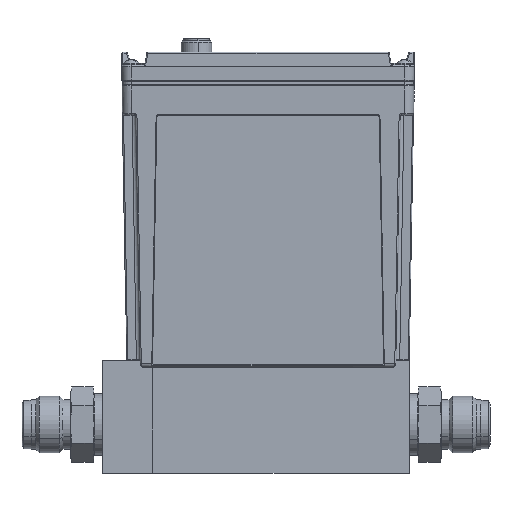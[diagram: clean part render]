
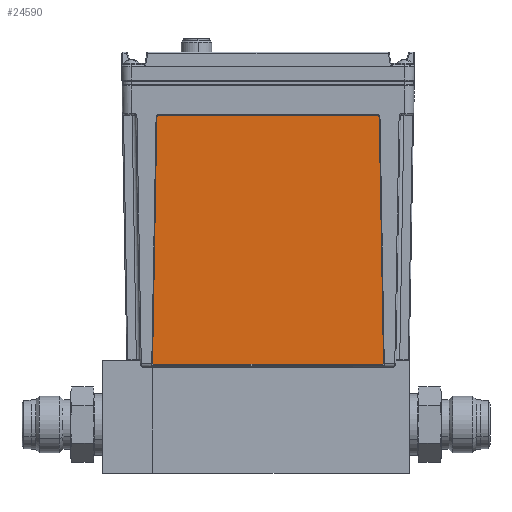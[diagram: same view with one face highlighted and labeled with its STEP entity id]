
A CAD part, top view. The second image highlights one B-rep face of the part: STEP entity #24590.
In plain terms, the highlighted planar face has unit normal (0, -0.018, 1).
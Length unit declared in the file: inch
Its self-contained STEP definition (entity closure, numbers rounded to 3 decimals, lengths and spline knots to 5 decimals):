
#17 = VERTEX_POINT ( 'NONE', #49898 ) ;
#2247 = DIRECTION ( 'NONE',  ( -0.017, 1., 0.017 ) ) ;
#4480 = CARTESIAN_POINT ( 'NONE',  ( -2.67685, 4.61895, 1.02953 ) ) ;
#4526 = VERTEX_POINT ( 'NONE', #22964 ) ;
#4915 = CARTESIAN_POINT ( 'NONE',  ( -0.9865, 4.63895, 1.02987 ) ) ;
#5015 = CIRCLE ( 'NONE', #50284, 0.02 ) ;
#6790 = AXIS2_PLACEMENT_3D ( 'NONE', #7445, #41939, #12422 ) ;
#7445 = CARTESIAN_POINT ( 'NONE',  ( 0.70385, 4.61895, 1.02953 ) ) ;
#9238 = CARTESIAN_POINT ( 'NONE',  ( -2.74315, 0.80953, 0.96303 ) ) ;
#9531 = DIRECTION ( 'NONE',  ( 1., 0., 0. ) ) ;
#9946 = DIRECTION ( 'NONE',  ( 1., 0., 0. ) ) ;
#12009 = AXIS2_PLACEMENT_3D ( 'NONE', #4915, #39498, #9946 ) ;
#12422 = DIRECTION ( 'NONE',  ( 1., 0., 0. ) ) ;
#12892 = ORIENTED_EDGE ( 'NONE', *, *, #23516, .T. ) ;
#13717 = CARTESIAN_POINT ( 'NONE',  ( -2.7635, 0.80953, 0.96303 ) ) ;
#14519 = EDGE_LOOP ( 'NONE', ( #12892, #16111, #19266, #20033, #22260, #24172, #28486, #31644 ) ) ;
#14978 = DIRECTION ( 'NONE',  ( 0., -0.017, 1. ) ) ;
#16111 = ORIENTED_EDGE ( 'NONE', *, *, #44565, .T. ) ;
#16544 = DIRECTION ( 'NONE',  ( -0.017, -1., -0.017 ) ) ;
#18116 = EDGE_CURVE ( 'NONE', #54252, #21727, #43043, .T. ) ;
#19266 = ORIENTED_EDGE ( 'NONE', *, *, #64057, .T. ) ;
#19409 = EDGE_CURVE ( 'NONE', #21727, #53988, #58433, .T. ) ;
#19867 = VERTEX_POINT ( 'NONE', #47159 ) ;
#20033 = ORIENTED_EDGE ( 'NONE', *, *, #28013, .T. ) ;
#20473 = VECTOR ( 'NONE', #16544, 39.37008 ) ;
#21353 = CARTESIAN_POINT ( 'NONE',  ( 0.7235, 4.63895, 1.02987 ) ) ;
#21727 = VERTEX_POINT ( 'NONE', #63219 ) ;
#22260 = ORIENTED_EDGE ( 'NONE', *, *, #30570, .T. ) ;
#22964 = CARTESIAN_POINT ( 'NONE',  ( 0.70385, 4.63895, 1.02987 ) ) ;
#23516 = EDGE_CURVE ( 'NONE', #24233, #19867, #51255, .T. ) ;
#24172 = ORIENTED_EDGE ( 'NONE', *, *, #18116, .T. ) ;
#24233 = VERTEX_POINT ( 'NONE', #9238 ) ;
#24590 = ADVANCED_FACE ( 'NONE', ( #43946 ), #44287, .T. ) ;
#25766 = DIRECTION ( 'NONE',  ( 0., -0.017, 1. ) ) ;
#26101 = AXIS2_PLACEMENT_3D ( 'NONE', #4480, #39080, #9531 ) ;
#26899 = VERTEX_POINT ( 'NONE', #30684 ) ;
#28013 = EDGE_CURVE ( 'NONE', #17, #4526, #57660, .T. ) ;
#28486 = ORIENTED_EDGE ( 'NONE', *, *, #19409, .T. ) ;
#30570 = EDGE_CURVE ( 'NONE', #4526, #54252, #52820, .T. ) ;
#30684 = CARTESIAN_POINT ( 'NONE',  ( 0.79014, 0.82988, 0.96339 ) ) ;
#30911 = CIRCLE ( 'NONE', #53282, 0.02 ) ;
#31644 = ORIENTED_EDGE ( 'NONE', *, *, #62383, .T. ) ;
#36845 = CARTESIAN_POINT ( 'NONE',  ( 0.7905, 0.80953, 0.96303 ) ) ;
#39080 = DIRECTION ( 'NONE',  ( 0., -0.017, 1. ) ) ;
#39498 = DIRECTION ( 'NONE',  ( 0., -0.017, 1. ) ) ;
#41860 = VECTOR ( 'NONE', #58303, 39.37008 ) ;
#41939 = DIRECTION ( 'NONE',  ( 0., -0.017, 1. ) ) ;
#43043 = CIRCLE ( 'NONE', #26101, 0.02 ) ;
#43946 = FACE_OUTER_BOUND ( 'NONE', #14519, .T. ) ;
#44287 = PLANE ( 'NONE',  #12009 ) ;
#44547 = CARTESIAN_POINT ( 'NONE',  ( 0.77015, 0.82953, 0.96338 ) ) ;
#44565 = EDGE_CURVE ( 'NONE', #19867, #26899, #30911, .T. ) ;
#46131 = CARTESIAN_POINT ( 'NONE',  ( -2.6965, 4.63895, 1.02987 ) ) ;
#46209 = LINE ( 'NONE', #36845, #59407 ) ;
#47159 = CARTESIAN_POINT ( 'NONE',  ( 0.77015, 0.80953, 0.96303 ) ) ;
#49578 = DIRECTION ( 'NONE',  ( 1., 0., 0. ) ) ;
#49898 = CARTESIAN_POINT ( 'NONE',  ( 0.72384, 4.6193, 1.02953 ) ) ;
#50284 = AXIS2_PLACEMENT_3D ( 'NONE', #55398, #25766, #60409 ) ;
#50959 = DIRECTION ( 'NONE',  ( -1., 0., 0. ) ) ;
#51211 = VECTOR ( 'NONE', #50959, 39.37008 ) ;
#51255 = LINE ( 'NONE', #13717, #41860 ) ;
#52820 = LINE ( 'NONE', #21353, #51211 ) ;
#53282 = AXIS2_PLACEMENT_3D ( 'NONE', #44547, #14978, #49578 ) ;
#53988 = VERTEX_POINT ( 'NONE', #61199 ) ;
#54252 = VERTEX_POINT ( 'NONE', #54666 ) ;
#54666 = CARTESIAN_POINT ( 'NONE',  ( -2.67685, 4.63895, 1.02987 ) ) ;
#55398 = CARTESIAN_POINT ( 'NONE',  ( -2.74315, 0.82953, 0.96338 ) ) ;
#57660 = CIRCLE ( 'NONE', #6790, 0.02 ) ;
#58303 = DIRECTION ( 'NONE',  ( 1., 0., 0. ) ) ;
#58433 = LINE ( 'NONE', #46131, #20473 ) ;
#59407 = VECTOR ( 'NONE', #2247, 39.37008 ) ;
#60409 = DIRECTION ( 'NONE',  ( 1., 0., 0. ) ) ;
#61199 = CARTESIAN_POINT ( 'NONE',  ( -2.76314, 0.82988, 0.96339 ) ) ;
#62383 = EDGE_CURVE ( 'NONE', #53988, #24233, #5015, .T. ) ;
#63219 = CARTESIAN_POINT ( 'NONE',  ( -2.69684, 4.6193, 1.02953 ) ) ;
#64057 = EDGE_CURVE ( 'NONE', #26899, #17, #46209, .T. ) ;
